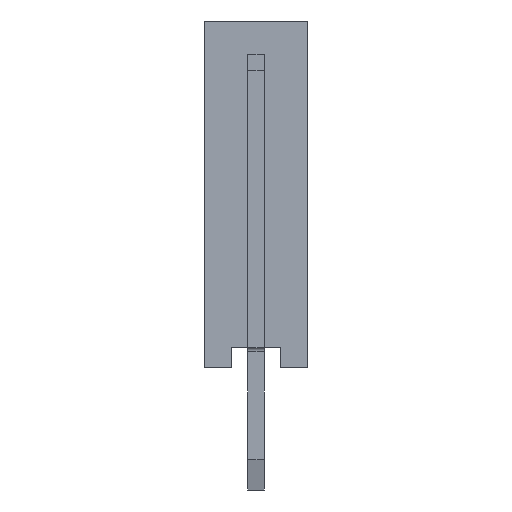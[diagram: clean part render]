
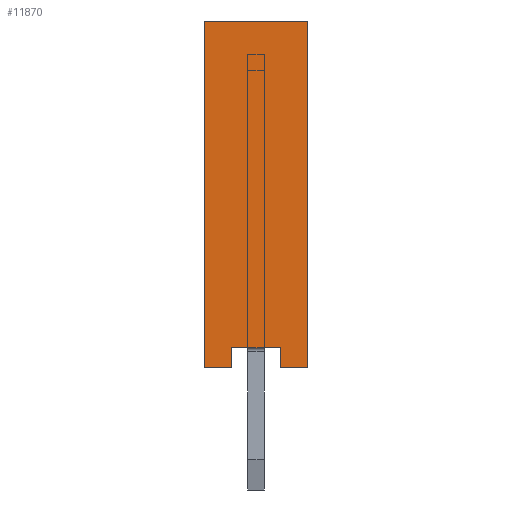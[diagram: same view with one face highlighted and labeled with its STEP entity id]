
A CAD part, left-side view. The second image highlights one B-rep face of the part: STEP entity #11870.
In plain terms, the highlighted planar face has unit normal (-1, 0, 0).
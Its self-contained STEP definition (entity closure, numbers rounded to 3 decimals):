
#11870=ADVANCED_FACE('',(#25438),#25440,.T.);
#25438=FACE_BOUND('',#25439,.T.);
#25439=EDGE_LOOP('',(#36549,#36550,#36551,#36552,#36553,#36554,#36555,#36556));
#25440=PLANE('',#25441);
#25441=AXIS2_PLACEMENT_3D('',#25442,#25443,#25444);
#25442=CARTESIAN_POINT('',(-1.27,1.27,0.));
#25443=DIRECTION('',(-1.,0.,0.));
#25444=DIRECTION('',(0.,-1.,0.));
#36549=ORIENTED_EDGE('',*,*,#43101,.T.);
#36550=ORIENTED_EDGE('',*,*,#43102,.T.);
#36551=ORIENTED_EDGE('',*,*,#43103,.T.);
#36552=ORIENTED_EDGE('',*,*,#43104,.F.);
#36553=ORIENTED_EDGE('',*,*,#43105,.F.);
#36554=ORIENTED_EDGE('',*,*,#43106,.T.);
#36555=ORIENTED_EDGE('',*,*,#43107,.T.);
#36556=ORIENTED_EDGE('',*,*,#40977,.T.);
#40977=EDGE_CURVE('',#47805,#47806,#47807,.T.);
#43101=EDGE_CURVE('',#47806,#50965,#50966,.F.);
#43102=EDGE_CURVE('',#50965,#50967,#50968,.T.);
#43103=EDGE_CURVE('',#50967,#50969,#50970,.T.);
#43104=EDGE_CURVE('',#50971,#50969,#50972,.T.);
#43105=EDGE_CURVE('',#50973,#50971,#50974,.T.);
#43106=EDGE_CURVE('',#50973,#50975,#50976,.T.);
#43107=EDGE_CURVE('',#50975,#47805,#50977,.F.);
#47805=VERTEX_POINT('',#60629);
#47806=VERTEX_POINT('',#60630);
#47807=LINE('',#60631,#60632);
#50965=VERTEX_POINT('',#68357);
#50966=LINE('',#68358,#68359);
#50967=VERTEX_POINT('',#68361);
#50968=LINE('',#68362,#68363);
#50969=VERTEX_POINT('',#68365);
#50970=LINE('',#68366,#68367);
#50971=VERTEX_POINT('',#68369);
#50972=LINE('',#68370,#68371);
#50973=VERTEX_POINT('',#68373);
#50974=LINE('',#68374,#68375);
#50975=VERTEX_POINT('',#68377);
#50976=LINE('',#68378,#68379);
#50977=LINE('',#68381,#68382);
#60629=CARTESIAN_POINT('',(-1.27,0.6,0.5));
#60630=CARTESIAN_POINT('',(-1.27,-0.6,0.5));
#60631=CARTESIAN_POINT('',(-1.27,0.6,0.5));
#60632=VECTOR('',#60633,1.);
#60633=DIRECTION('',(0.,-1.,0.));
#68357=CARTESIAN_POINT('',(-1.27,-0.6,0.));
#68358=CARTESIAN_POINT('',(-1.27,-0.6,0.));
#68359=VECTOR('',#68360,1.);
#68360=DIRECTION('',(0.,0.,1.));
#68361=CARTESIAN_POINT('',(-1.27,-1.27,0.));
#68362=CARTESIAN_POINT('',(-1.27,-0.6,0.));
#68363=VECTOR('',#68364,1.);
#68364=DIRECTION('',(0.,-1.,0.));
#68365=CARTESIAN_POINT('',(-1.27,-1.27,8.5));
#68366=CARTESIAN_POINT('',(-1.27,-1.27,0.));
#68367=VECTOR('',#68368,1.);
#68368=DIRECTION('',(0.,0.,1.));
#68369=CARTESIAN_POINT('',(-1.27,1.27,8.5));
#68370=CARTESIAN_POINT('',(-1.27,1.27,8.5));
#68371=VECTOR('',#68372,1.);
#68372=DIRECTION('',(0.,-1.,0.));
#68373=CARTESIAN_POINT('',(-1.27,1.27,0.));
#68374=CARTESIAN_POINT('',(-1.27,1.27,0.));
#68375=VECTOR('',#68376,1.);
#68376=DIRECTION('',(0.,0.,1.));
#68377=CARTESIAN_POINT('',(-1.27,0.6,0.));
#68378=CARTESIAN_POINT('',(-1.27,1.27,0.));
#68379=VECTOR('',#68380,1.);
#68380=DIRECTION('',(0.,-1.,0.));
#68381=CARTESIAN_POINT('',(-1.27,0.6,0.5));
#68382=VECTOR('',#68383,1.);
#68383=DIRECTION('',(0.,0.,-1.));
